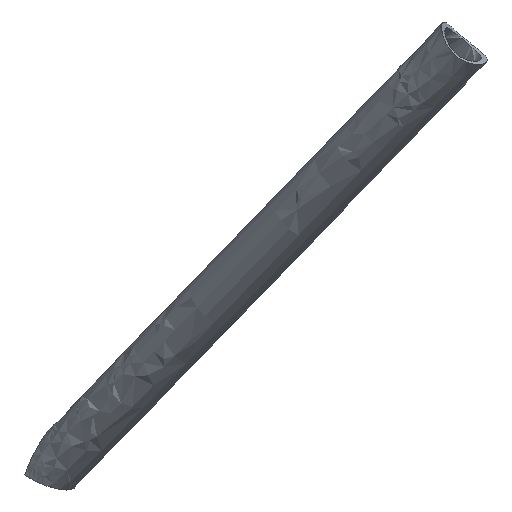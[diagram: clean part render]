
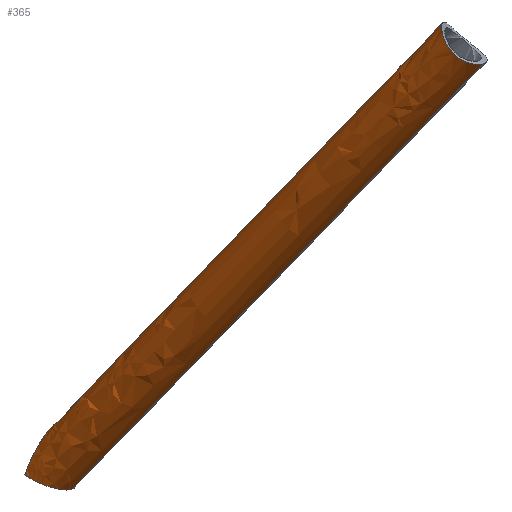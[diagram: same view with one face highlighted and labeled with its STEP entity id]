
A CAD part, top view. The second image highlights one B-rep face of the part: STEP entity #365.
In plain terms, the highlighted free-form (B-spline) face has degree [5, 4] with [6, 5] control points.
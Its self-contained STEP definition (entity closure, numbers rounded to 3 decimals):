
#58=CARTESIAN_POINT('Control Point',(-1468.832,304.64,389.104)) ;
#59=CARTESIAN_POINT('Control Point',(-1469.368,304.484,389.938)) ;
#60=CARTESIAN_POINT('Control Point',(-1470.062,304.403,390.705)) ;
#61=CARTESIAN_POINT('Control Point',(-1470.887,304.432,391.371)) ;
#62=CARTESIAN_POINT('Control Point',(-1472.413,304.718,392.323)) ;
#63=CARTESIAN_POINT('Control Point',(-1473.993,305.428,392.936)) ;
#64=CARTESIAN_POINT('Control Point',(-1474.638,305.797,393.129)) ;
#65=CARTESIAN_POINT('Control Point',(-1475.865,306.672,393.383)) ;
#66=CARTESIAN_POINT('Control Point',(-1476.928,307.782,393.372)) ;
#67=CARTESIAN_POINT('Control Point',(-1477.402,308.381,393.298)) ;
#68=CARTESIAN_POINT('Control Point',(-1478.398,309.902,392.953)) ;
#69=CARTESIAN_POINT('Control Point',(-1479.021,311.483,392.196)) ;
#70=CARTESIAN_POINT('Control Point',(-1479.253,312.379,391.607)) ;
#71=CARTESIAN_POINT('Control Point',(-1479.412,313.466,390.587)) ;
#72=CARTESIAN_POINT('Control Point',(-1479.393,314.259,389.365)) ;
#73=CARTESIAN_POINT('Control Point',(-1479.375,314.453,389.013)) ;
#74=CARTESIAN_POINT('Control Point',(-1479.29,314.957,387.936)) ;
#75=CARTESIAN_POINT('Control Point',(-1479.117,315.236,386.794)) ;
#76=CARTESIAN_POINT('Control Point',(-1478.972,315.325,386.031)) ;
#77=CARTESIAN_POINT('Control Point',(-1478.8,315.334,385.278)) ;
#78=CARTESIAN_POINT('Control Point',(-1478.599,315.274,384.545)) ;
#79=CARTESIAN_POINT('Vertex',(-1468.832,304.64,389.104)) ;
#81=CARTESIAN_POINT('Vertex',(-1478.599,315.274,384.545)) ;
#231=CARTESIAN_POINT('Vertex',(-1576.854,213.89,278.672)) ;
#235=CARTESIAN_POINT('Control Point',(-1576.854,213.89,278.672)) ;
#236=CARTESIAN_POINT('Control Point',(-1557.203,234.166,299.847)) ;
#237=CARTESIAN_POINT('Control Point',(-1537.552,254.443,321.021)) ;
#238=CARTESIAN_POINT('Control Point',(-1517.901,274.72,342.196)) ;
#239=CARTESIAN_POINT('Control Point',(-1498.25,294.997,363.37)) ;
#240=CARTESIAN_POINT('Control Point',(-1478.599,315.274,384.545)) ;
#243=CARTESIAN_POINT('Control Point',(-1573.88,196.247,275.912)) ;
#244=CARTESIAN_POINT('Control Point',(-1552.871,217.925,298.551)) ;
#245=CARTESIAN_POINT('Control Point',(-1531.861,239.604,321.189)) ;
#246=CARTESIAN_POINT('Control Point',(-1510.852,261.283,343.828)) ;
#247=CARTESIAN_POINT('Control Point',(-1489.842,282.961,366.466)) ;
#248=CARTESIAN_POINT('Control Point',(-1468.832,304.64,389.104)) ;
#249=CARTESIAN_POINT('Vertex',(-1573.88,196.247,275.912)) ;
#286=CARTESIAN_POINT('Control Point',(-1584.588,205.91,270.339)) ;
#287=CARTESIAN_POINT('Control Point',(-1589.087,204.249,276.105)) ;
#288=CARTESIAN_POINT('Control Point',(-1587.028,197.509,280.649)) ;
#289=CARTESIAN_POINT('Control Point',(-1580.47,192.43,279.426)) ;
#290=CARTESIAN_POINT('Control Point',(-1575.97,194.09,273.661)) ;
#291=CARTESIAN_POINT('Control Point',(-1561.702,229.524,294.999)) ;
#292=CARTESIAN_POINT('Control Point',(-1566.202,227.864,300.765)) ;
#293=CARTESIAN_POINT('Control Point',(-1564.143,221.123,305.309)) ;
#294=CARTESIAN_POINT('Control Point',(-1557.584,216.044,304.086)) ;
#295=CARTESIAN_POINT('Control Point',(-1553.085,217.704,298.32)) ;
#296=CARTESIAN_POINT('Control Point',(-1538.817,253.138,319.659)) ;
#297=CARTESIAN_POINT('Control Point',(-1543.317,251.478,325.425)) ;
#298=CARTESIAN_POINT('Control Point',(-1541.258,244.738,329.968)) ;
#299=CARTESIAN_POINT('Control Point',(-1534.699,239.658,328.746)) ;
#300=CARTESIAN_POINT('Control Point',(-1530.199,241.319,322.98)) ;
#301=CARTESIAN_POINT('Control Point',(-1515.932,276.753,344.318)) ;
#302=CARTESIAN_POINT('Control Point',(-1520.431,275.092,350.084)) ;
#303=CARTESIAN_POINT('Control Point',(-1518.372,268.352,354.628)) ;
#304=CARTESIAN_POINT('Control Point',(-1511.814,263.272,353.405)) ;
#305=CARTESIAN_POINT('Control Point',(-1507.314,264.933,347.639)) ;
#306=CARTESIAN_POINT('Control Point',(-1493.046,300.367,368.978)) ;
#307=CARTESIAN_POINT('Control Point',(-1497.546,298.706,374.744)) ;
#308=CARTESIAN_POINT('Control Point',(-1495.487,291.966,379.287)) ;
#309=CARTESIAN_POINT('Control Point',(-1488.928,286.887,378.065)) ;
#310=CARTESIAN_POINT('Control Point',(-1484.429,288.547,372.299)) ;
#311=CARTESIAN_POINT('Control Point',(-1470.161,323.981,393.638)) ;
#312=CARTESIAN_POINT('Control Point',(-1474.661,322.321,399.404)) ;
#313=CARTESIAN_POINT('Control Point',(-1472.602,315.58,403.947)) ;
#314=CARTESIAN_POINT('Control Point',(-1466.043,310.501,402.725)) ;
#315=CARTESIAN_POINT('Control Point',(-1461.543,312.161,396.959)) ;
#317=CARTESIAN_POINT('Control Point',(-1585.776,200.,277.102)) ;
#318=CARTESIAN_POINT('Control Point',(-1585.608,199.871,277.283)) ;
#319=CARTESIAN_POINT('Control Point',(-1585.432,199.742,277.458)) ;
#320=CARTESIAN_POINT('Control Point',(-1585.293,199.645,277.586)) ;
#321=CARTESIAN_POINT('Control Point',(-1584.925,199.395,277.9)) ;
#322=CARTESIAN_POINT('Control Point',(-1584.531,199.147,278.185)) ;
#323=CARTESIAN_POINT('Control Point',(-1584.333,199.027,278.317)) ;
#324=CARTESIAN_POINT('Control Point',(-1583.366,198.461,278.905)) ;
#325=CARTESIAN_POINT('Control Point',(-1582.284,197.922,279.313)) ;
#326=CARTESIAN_POINT('Control Point',(-1581.371,197.525,279.508)) ;
#327=CARTESIAN_POINT('Control Point',(-1579.742,196.917,279.594)) ;
#328=CARTESIAN_POINT('Control Point',(-1578.122,196.481,279.234)) ;
#329=CARTESIAN_POINT('Control Point',(-1577.455,196.334,279.002)) ;
#330=CARTESIAN_POINT('Control Point',(-1576.194,196.122,278.386)) ;
#331=CARTESIAN_POINT('Control Point',(-1575.114,196.077,277.503)) ;
#332=CARTESIAN_POINT('Control Point',(-1574.636,196.096,277.009)) ;
#333=CARTESIAN_POINT('Control Point',(-1574.224,196.154,276.474)) ;
#334=CARTESIAN_POINT('Control Point',(-1573.88,196.247,275.912)) ;
#335=CARTESIAN_POINT('Vertex',(-1585.776,200.,277.102)) ;
#339=CARTESIAN_POINT('Control Point',(-1576.854,213.89,278.672)) ;
#340=CARTESIAN_POINT('Control Point',(-1577.362,213.593,278.933)) ;
#341=CARTESIAN_POINT('Control Point',(-1577.865,213.213,279.13)) ;
#342=CARTESIAN_POINT('Control Point',(-1578.351,212.776,279.272)) ;
#343=CARTESIAN_POINT('Control Point',(-1579.545,211.568,279.523)) ;
#344=CARTESIAN_POINT('Control Point',(-1580.609,210.189,279.532)) ;
#345=CARTESIAN_POINT('Control Point',(-1581.212,209.32,279.476)) ;
#346=CARTESIAN_POINT('Control Point',(-1582.407,207.439,279.251)) ;
#347=CARTESIAN_POINT('Control Point',(-1583.447,205.491,278.835)) ;
#348=CARTESIAN_POINT('Control Point',(-1583.951,204.466,278.575)) ;
#349=CARTESIAN_POINT('Control Point',(-1584.546,203.155,278.197)) ;
#350=CARTESIAN_POINT('Control Point',(-1585.083,201.839,277.762)) ;
#351=CARTESIAN_POINT('Control Point',(-1585.174,201.609,277.684)) ;
#352=CARTESIAN_POINT('Control Point',(-1585.336,201.196,277.541)) ;
#353=CARTESIAN_POINT('Control Point',(-1585.493,200.782,277.393)) ;
#354=CARTESIAN_POINT('Control Point',(-1585.579,200.552,277.31)) ;
#355=CARTESIAN_POINT('Control Point',(-1585.679,200.276,277.207)) ;
#356=CARTESIAN_POINT('Control Point',(-1585.776,200.,277.102)) ;
#359=ORIENTED_EDGE('',*,*,#337,.T.) ;
#360=ORIENTED_EDGE('',*,*,#251,.T.) ;
#361=ORIENTED_EDGE('',*,*,#83,.T.) ;
#362=ORIENTED_EDGE('',*,*,#241,.F.) ;
#363=ORIENTED_EDGE('',*,*,#357,.T.) ;
#365=ADVANCED_FACE('Corps principal',(#364),#285,.F.) ;
#57=B_SPLINE_CURVE_WITH_KNOTS('',5,(#58,#59,#60,#61,#62,#63,#64,#65,#66,#67,#68,#69,#70,#71,#72,#73,#74,#75,#76,#77,#78),.UNSPECIFIED.,.F.,.U.,(6,3,3,3,3,3,6),(0.,7.489,12.779,18.007,25.424,28.269,33.894),.UNSPECIFIED.) ;
#316=B_SPLINE_CURVE_WITH_KNOTS('',5,(#317,#318,#319,#320,#321,#322,#323,#324,#325,#326,#327,#328,#329,#330,#331,#332,#333,#334),.UNSPECIFIED.,.F.,.U.,(6,3,3,3,3,6),(0.,1.936,3.779,10.692,15.728,20.693),.UNSPECIFIED.) ;
#338=B_SPLINE_CURVE_WITH_KNOTS('',5,(#339,#340,#341,#342,#343,#344,#345,#346,#347,#348,#349,#350,#351,#352,#353,#354,#355,#356),.UNSPECIFIED.,.F.,.U.,(6,3,3,3,3,6),(0.,4.75,12.283,20.563,22.751,24.94),.UNSPECIFIED.) ;
#83=EDGE_CURVE('',#80,#82,#57,.T.) ;
#241=EDGE_CURVE('',#232,#82,#234,.T.) ;
#251=EDGE_CURVE('',#250,#80,#242,.T.) ;
#337=EDGE_CURVE('',#336,#250,#316,.T.) ;
#357=EDGE_CURVE('',#232,#336,#338,.T.) ;
#358=EDGE_LOOP('',(#359,#360,#361,#362,#363)) ;
#364=FACE_OUTER_BOUND('',#358,.T.) ;
#80=VERTEX_POINT('',#79) ;
#82=VERTEX_POINT('',#81) ;
#232=VERTEX_POINT('',#231) ;
#250=VERTEX_POINT('',#249) ;
#336=VERTEX_POINT('',#335) ;
#234=(BOUNDED_CURVE()B_SPLINE_CURVE(5,(#235,#236,#237,#238,#239,#240),.UNSPECIFIED.,.F.,.U.)B_SPLINE_CURVE_WITH_KNOTS((6,6),(13.89,190.36),.UNSPECIFIED.)CURVE()GEOMETRIC_REPRESENTATION_ITEM()RATIONAL_B_SPLINE_CURVE((1.,1.,1.,1.,1.,1.))REPRESENTATION_ITEM('')) ;
#242=(BOUNDED_CURVE()B_SPLINE_CURVE(5,(#243,#244,#245,#246,#247,#248),.UNSPECIFIED.,.F.,.U.)B_SPLINE_CURVE_WITH_KNOTS((6,6),(3.753,192.424),.UNSPECIFIED.)CURVE()GEOMETRIC_REPRESENTATION_ITEM()RATIONAL_B_SPLINE_CURVE((1.,1.,1.,1.,1.,1.))REPRESENTATION_ITEM('')) ;
#285=(BOUNDED_SURFACE()B_SPLINE_SURFACE(5,4,((#286,#287,#288,#289,#290),(#291,#292,#293,#294,#295),(#296,#297,#298,#299,#300),(#301,#302,#303,#304,#305),(#306,#307,#308,#309,#310),(#311,#312,#313,#314,#315)),.UNSPECIFIED.,.F.,.F.,.U.)B_SPLINE_SURFACE_WITH_KNOTS((6,6),(5,5),(0.,205.516),(23.562,47.124),.UNSPECIFIED.)GEOMETRIC_REPRESENTATION_ITEM()RATIONAL_B_SPLINE_SURFACE(((1.,0.707,0.667,0.707,1.),(1.,0.707,0.667,0.707,1.),(1.,0.707,0.667,0.707,1.),(1.,0.707,0.667,0.707,1.),(1.,0.707,0.667,0.707,1.),(1.,0.707,0.667,0.707,1.)))REPRESENTATION_ITEM('Rational BSpline Surface')SURFACE()) ;
